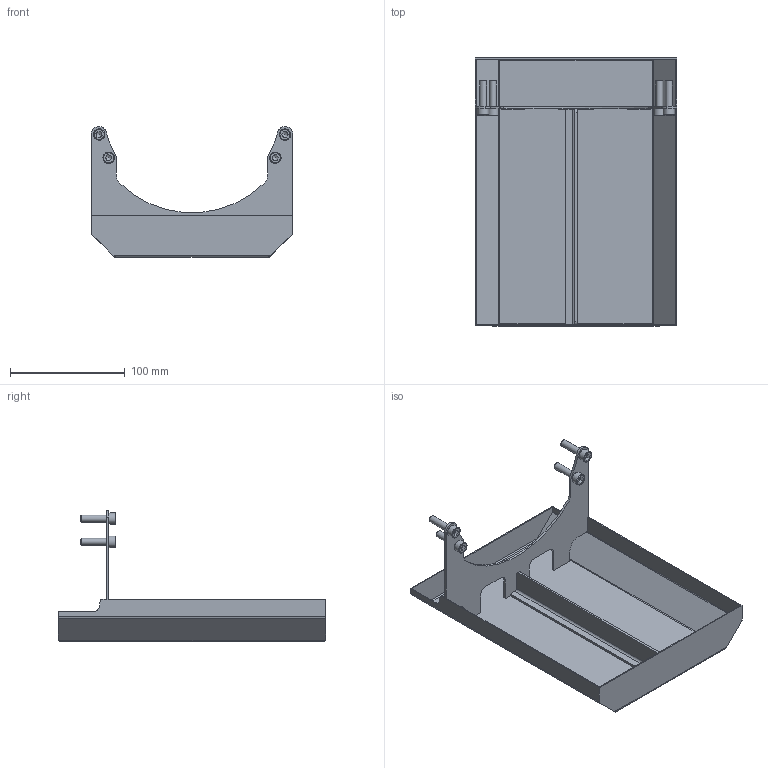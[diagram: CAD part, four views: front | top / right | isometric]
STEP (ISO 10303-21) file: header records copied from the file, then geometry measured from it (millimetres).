
FILE_DESCRIPTION(/* description */ ('Norm.ipt Template'),/* implementation_level */ '2;1');
FILE_NAME(/* name */ 'MT_BGR00107631.stp',/* time_stamp */ '2024-09-17T16:05:07+02:00',/* author */ ('michael.schutter'),/* organization */ (''),/* preprocessor_version */ 'ST-DEVELOPER v19.2',/* originating_system */ 'Autodesk Inventor 2023',/* authorisation */ '');
FILE_SCHEMA (('AUTOMOTIVE_DESIGN { 1 0 10303 214 3 1 1 }'));
Length unit declared in the file: millimetre
Products named in the file (1): MT_WST00117647 Ölwanne
Bounding box: 176 x 234 x 114.25 mm (x, y, z)
Volume: 93002.4 mm3; surface area: 153546.2 mm2
Topology: 1 solids, 1 shells, 150 faces, 419 edges, 275 vertices
Faces by surface type: plane 80, cylinder 50, torus 8, cone 8, bspline 4
Full cylindrical faces by diameter (mm): 6 x4, 6.6 x4, 10 x4
Entity records: 5082 total; most frequent: CARTESIAN_POINT 1012, ORIENTED_EDGE 830, DIRECTION 793, EDGE_CURVE 415, VERTEX_POINT 274, AXIS2_PLACEMENT_3D 274, LINE 245, VECTOR 245
